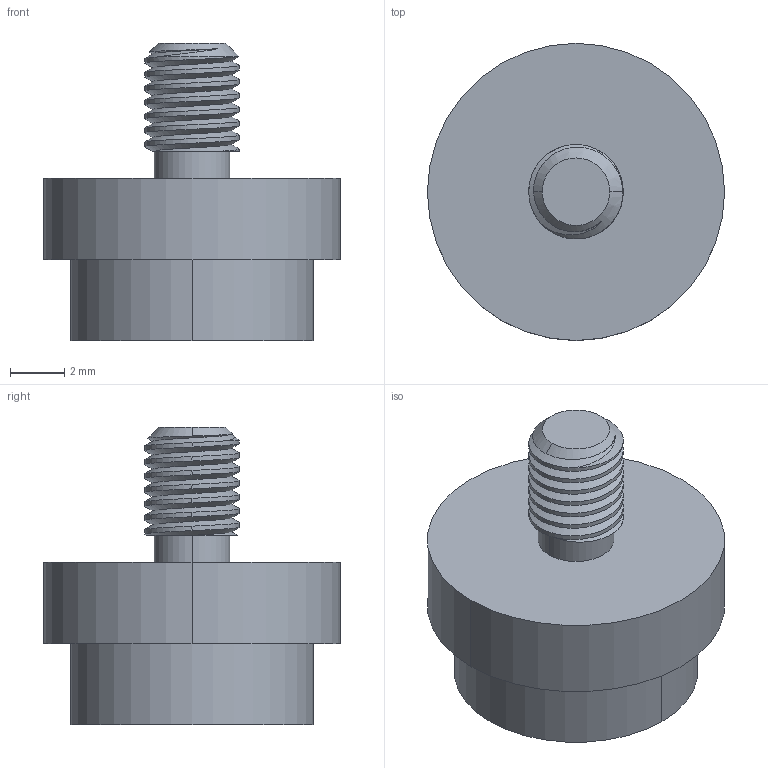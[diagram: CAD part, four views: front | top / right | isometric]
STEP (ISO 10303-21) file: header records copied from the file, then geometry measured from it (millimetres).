
FILE_DESCRIPTION (( 'STEP AP214' ), '1' );
FILE_NAME ('12739-E0W.step', '2007-11-13T06:01:54', ( ' ' ), ( ' ' ), 'SwSTEP 2.0', 'SolidWorks 2007', '' );
FILE_SCHEMA (( 'AUTOMOTIVE_DESIGN' ));
Length unit declared in the file: inch
Products named in the file (1): 12739-E0W
Bounding box: 11 x 11 x 11 mm (x, y, z)
Surface area: 516.9 mm2 (no closed solid volume)
Topology: 0 solids, 3 shells, 29 faces, 75 edges, 50 vertices
Faces by surface type: cylinder 21, plane 4, cone 2, bspline 2
Entity records: 2035 total; most frequent: CARTESIAN_POINT 1031, ORIENTED_EDGE 142, DIRECTION 112, EDGE_CURVE 75, VERTEX_POINT 50, AXIS2_PLACEMENT_3D 45, EDGE_LOOP 30, UNCERTAINTY_MEASURE_WITH_UNIT 30
